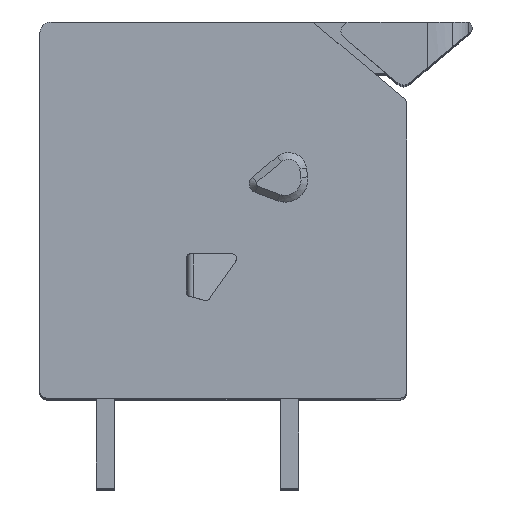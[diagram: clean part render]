
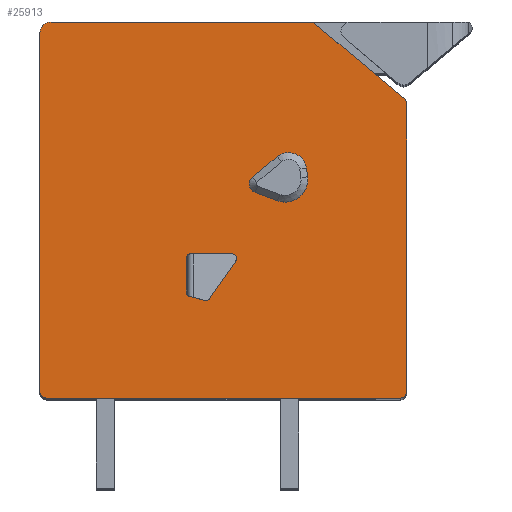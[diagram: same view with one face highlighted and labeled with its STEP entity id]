
A CAD part, top view. The second image highlights one B-rep face of the part: STEP entity #25913.
In plain terms, the highlighted planar face has unit normal (0, 0, 1).
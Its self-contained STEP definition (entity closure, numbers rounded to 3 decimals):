
#333=CIRCLE('',#27222,0.2);
#334=CIRCLE('',#27226,0.2);
#336=CIRCLE('',#27230,0.3);
#337=CIRCLE('',#27231,0.3);
#338=CIRCLE('',#27232,0.3);
#339=CIRCLE('',#27233,0.5);
#340=CIRCLE('',#27234,0.3);
#341=CIRCLE('',#27235,0.2);
#342=CIRCLE('',#27236,0.2);
#343=CIRCLE('',#27237,0.4);
#344=CIRCLE('',#27238,0.8);
#345=CIRCLE('',#27239,1.);
#1575=LINE('',#35566,#3511);
#1788=LINE('',#36245,#3724);
#1792=LINE('',#36257,#3728);
#1796=LINE('',#36269,#3732);
#1798=LINE('',#36275,#3734);
#1799=LINE('',#36281,#3735);
#1800=LINE('',#36285,#3736);
#1801=LINE('',#36289,#3737);
#1802=LINE('',#36292,#3738);
#1803=LINE('',#36300,#3739);
#1804=LINE('',#36304,#3740);
#1805=LINE('',#36308,#3741);
#3511=VECTOR('',#29518,1000.);
#3724=VECTOR('',#29845,1000.);
#3728=VECTOR('',#29857,1000.);
#3732=VECTOR('',#29869,1000.);
#3734=VECTOR('',#29875,1000.);
#3735=VECTOR('',#29880,1000.);
#3736=VECTOR('',#29883,1000.);
#3737=VECTOR('',#29886,1000.);
#3738=VECTOR('',#29889,1000.);
#3739=VECTOR('',#29896,1000.);
#3740=VECTOR('',#29899,1000.);
#3741=VECTOR('',#29902,1000.);
#6060=ORIENTED_EDGE('',*,*,#11730,.T.);
#6061=ORIENTED_EDGE('',*,*,#11731,.T.);
#6062=ORIENTED_EDGE('',*,*,#11426,.T.);
#6063=ORIENTED_EDGE('',*,*,#11732,.T.);
#6064=ORIENTED_EDGE('',*,*,#11733,.T.);
#6065=ORIENTED_EDGE('',*,*,#11734,.T.);
#6066=ORIENTED_EDGE('',*,*,#11735,.T.);
#6067=ORIENTED_EDGE('',*,*,#11736,.T.);
#6068=ORIENTED_EDGE('',*,*,#11737,.T.);
#6069=ORIENTED_EDGE('',*,*,#11738,.T.);
#6070=ORIENTED_EDGE('',*,*,#11739,.F.);
#6071=ORIENTED_EDGE('',*,*,#11740,.F.);
#6072=ORIENTED_EDGE('',*,*,#11727,.F.);
#6073=ORIENTED_EDGE('',*,*,#11724,.F.);
#6074=ORIENTED_EDGE('',*,*,#11721,.F.);
#6075=ORIENTED_EDGE('',*,*,#11718,.F.);
#6076=ORIENTED_EDGE('',*,*,#11715,.F.);
#6077=ORIENTED_EDGE('',*,*,#11741,.F.);
#6078=ORIENTED_EDGE('',*,*,#11742,.F.);
#6079=ORIENTED_EDGE('',*,*,#11743,.F.);
#6080=ORIENTED_EDGE('',*,*,#11744,.F.);
#6081=ORIENTED_EDGE('',*,*,#11745,.F.);
#6082=ORIENTED_EDGE('',*,*,#11746,.F.);
#6083=ORIENTED_EDGE('',*,*,#11747,.F.);
#11426=EDGE_CURVE('',#14230,#14233,#1575,.T.);
#11715=EDGE_CURVE('',#14522,#14523,#1788,.T.);
#11718=EDGE_CURVE('',#14523,#14525,#333,.T.);
#11721=EDGE_CURVE('',#14525,#14527,#1792,.T.);
#11724=EDGE_CURVE('',#14527,#14529,#334,.T.);
#11727=EDGE_CURVE('',#14529,#14531,#1796,.T.);
#11730=EDGE_CURVE('',#14533,#14534,#1798,.T.);
#11731=EDGE_CURVE('',#14534,#14230,#336,.T.);
#11732=EDGE_CURVE('',#14233,#14535,#337,.T.);
#11733=EDGE_CURVE('',#14535,#14536,#1799,.T.);
#11734=EDGE_CURVE('',#14536,#14537,#338,.T.);
#11735=EDGE_CURVE('',#14537,#14538,#1800,.T.);
#11736=EDGE_CURVE('',#14538,#14539,#339,.T.);
#11737=EDGE_CURVE('',#14539,#14540,#1801,.T.);
#11738=EDGE_CURVE('',#14540,#14533,#340,.T.);
#11739=EDGE_CURVE('',#14541,#14542,#1802,.T.);
#11740=EDGE_CURVE('',#14531,#14541,#341,.T.);
#11741=EDGE_CURVE('',#14542,#14522,#342,.T.);
#11742=EDGE_CURVE('',#14543,#14544,#343,.T.);
#11743=EDGE_CURVE('',#14545,#14543,#1803,.T.);
#11744=EDGE_CURVE('',#14546,#14545,#344,.T.);
#11745=EDGE_CURVE('',#14547,#14546,#1804,.T.);
#11746=EDGE_CURVE('',#14548,#14547,#345,.T.);
#11747=EDGE_CURVE('',#14544,#14548,#1805,.T.);
#14230=VERTEX_POINT('',#35560);
#14233=VERTEX_POINT('',#35565);
#14522=VERTEX_POINT('',#36244);
#14523=VERTEX_POINT('',#36246);
#14525=VERTEX_POINT('',#36252);
#14527=VERTEX_POINT('',#36258);
#14529=VERTEX_POINT('',#36264);
#14531=VERTEX_POINT('',#36270);
#14533=VERTEX_POINT('',#36276);
#14534=VERTEX_POINT('',#36277);
#14535=VERTEX_POINT('',#36280);
#14536=VERTEX_POINT('',#36282);
#14537=VERTEX_POINT('',#36284);
#14538=VERTEX_POINT('',#36286);
#14539=VERTEX_POINT('',#36288);
#14540=VERTEX_POINT('',#36290);
#14541=VERTEX_POINT('',#36293);
#14542=VERTEX_POINT('',#36294);
#14543=VERTEX_POINT('',#36298);
#14544=VERTEX_POINT('',#36299);
#14545=VERTEX_POINT('',#36301);
#14546=VERTEX_POINT('',#36303);
#14547=VERTEX_POINT('',#36305);
#14548=VERTEX_POINT('',#36307);
#15772=EDGE_LOOP('',(#6060,#6061,#6062,#6063,#6064,#6065,#6066,#6067,#6068,
#6069));
#15773=EDGE_LOOP('',(#6070,#6071,#6072,#6073,#6074,#6075,#6076,#6077));
#15774=EDGE_LOOP('',(#6078,#6079,#6080,#6081,#6082,#6083));
#16859=FACE_BOUND('',#15772,.T.);
#16860=FACE_BOUND('',#15773,.T.);
#16861=FACE_BOUND('',#15774,.T.);
#17904=PLANE('',#27229);
#25913=ADVANCED_FACE('',(#16859,#16860,#16861),#17904,.T.);
#27222=AXIS2_PLACEMENT_3D('',#36251,#29851,#29852);
#27226=AXIS2_PLACEMENT_3D('',#36263,#29863,#29864);
#27229=AXIS2_PLACEMENT_3D('',#36274,#29873,#29874);
#27230=AXIS2_PLACEMENT_3D('',#36278,#29876,#29877);
#27231=AXIS2_PLACEMENT_3D('',#36279,#29878,#29879);
#27232=AXIS2_PLACEMENT_3D('',#36283,#29881,#29882);
#27233=AXIS2_PLACEMENT_3D('',#36287,#29884,#29885);
#27234=AXIS2_PLACEMENT_3D('',#36291,#29887,#29888);
#27235=AXIS2_PLACEMENT_3D('',#36295,#29890,#29891);
#27236=AXIS2_PLACEMENT_3D('',#36296,#29892,#29893);
#27237=AXIS2_PLACEMENT_3D('',#36297,#29894,#29895);
#27238=AXIS2_PLACEMENT_3D('',#36302,#29897,#29898);
#27239=AXIS2_PLACEMENT_3D('',#36306,#29900,#29901);
#29518=DIRECTION('',(0.,1.,0.));
#29845=DIRECTION('',(0.966,-0.259,0.));
#29851=DIRECTION('',(0.,0.,1.));
#29852=DIRECTION('',(1.,0.,0.));
#29857=DIRECTION('',(0.574,0.819,0.));
#29863=DIRECTION('',(0.,0.,1.));
#29864=DIRECTION('',(1.,0.,0.));
#29869=DIRECTION('',(-1.,0.,0.));
#29873=DIRECTION('',(0.,0.,1.));
#29874=DIRECTION('',(1.,0.,0.));
#29875=DIRECTION('',(1.,0.,0.));
#29876=DIRECTION('',(0.,0.,1.));
#29877=DIRECTION('',(1.,0.,0.));
#29878=DIRECTION('',(0.,0.,1.));
#29879=DIRECTION('',(1.,0.,0.));
#29880=DIRECTION('',(-0.766,0.643,0.));
#29881=DIRECTION('',(0.,0.,1.));
#29882=DIRECTION('',(1.,0.,0.));
#29883=DIRECTION('',(-1.,0.,0.));
#29884=DIRECTION('',(0.,0.,1.));
#29885=DIRECTION('',(1.,0.,0.));
#29886=DIRECTION('',(0.,-1.,0.));
#29887=DIRECTION('',(0.,0.,1.));
#29888=DIRECTION('',(1.,0.,0.));
#29889=DIRECTION('',(0.,-1.,0.));
#29890=DIRECTION('',(0.,0.,1.));
#29891=DIRECTION('',(1.,0.,0.));
#29892=DIRECTION('',(0.,0.,1.));
#29893=DIRECTION('',(1.,0.,0.));
#29894=DIRECTION('',(0.,0.,1.));
#29895=DIRECTION('',(1.,0.,0.));
#29896=DIRECTION('',(-0.77,-0.638,0.));
#29897=DIRECTION('',(0.,0.,1.));
#29898=DIRECTION('',(1.,0.,0.));
#29899=DIRECTION('',(-0.128,0.992,0.));
#29900=DIRECTION('',(0.,0.,1.));
#29901=DIRECTION('',(1.,0.,0.));
#29902=DIRECTION('',(0.939,-0.343,0.));
#35560=CARTESIAN_POINT('',(5.2,0.3,50.));
#35565=CARTESIAN_POINT('',(5.2,13.06,50.));
#35566=CARTESIAN_POINT('',(5.2,0.3,50.));
#36244=CARTESIAN_POINT('',(-4.452,4.515,50.));
#36245=CARTESIAN_POINT('',(-4.452,4.515,50.));
#36246=CARTESIAN_POINT('',(-3.785,4.336,50.));
#36251=CARTESIAN_POINT('',(-3.734,4.529,50.));
#36252=CARTESIAN_POINT('',(-3.57,4.415,50.));
#36257=CARTESIAN_POINT('',(-3.57,4.415,50.));
#36258=CARTESIAN_POINT('',(-2.4,6.085,50.));
#36263=CARTESIAN_POINT('',(-2.564,6.2,50.));
#36264=CARTESIAN_POINT('',(-2.564,6.4,50.));
#36269=CARTESIAN_POINT('',(-2.564,6.4,50.));
#36270=CARTESIAN_POINT('',(-4.4,6.4,50.));
#36274=CARTESIAN_POINT('',(-10.6,16.2,50.));
#36275=CARTESIAN_POINT('',(-10.8,0.,50.));
#36276=CARTESIAN_POINT('',(-10.8,0.,50.));
#36277=CARTESIAN_POINT('',(4.9,0.,50.));
#36278=CARTESIAN_POINT('',(4.9,0.3,50.));
#36279=CARTESIAN_POINT('',(4.9,13.06,50.));
#36280=CARTESIAN_POINT('',(5.093,13.29,50.));
#36281=CARTESIAN_POINT('',(5.093,13.29,50.));
#36282=CARTESIAN_POINT('',(1.113,16.63,50.));
#36283=CARTESIAN_POINT('',(0.92,16.4,50.));
#36284=CARTESIAN_POINT('',(0.92,16.7,50.));
#36285=CARTESIAN_POINT('',(0.92,16.7,50.));
#36286=CARTESIAN_POINT('',(-10.6,16.7,50.));
#36287=CARTESIAN_POINT('',(-10.6,16.2,50.));
#36288=CARTESIAN_POINT('',(-11.1,16.2,50.));
#36289=CARTESIAN_POINT('',(-11.1,16.2,50.));
#36290=CARTESIAN_POINT('',(-11.1,0.3,50.));
#36291=CARTESIAN_POINT('',(-10.8,0.3,50.));
#36292=CARTESIAN_POINT('',(-4.6,6.2,50.));
#36293=CARTESIAN_POINT('',(-4.6,6.2,50.));
#36294=CARTESIAN_POINT('',(-4.6,4.708,50.));
#36295=CARTESIAN_POINT('',(-4.4,6.2,50.));
#36296=CARTESIAN_POINT('',(-4.4,4.708,50.));
#36297=CARTESIAN_POINT('',(-1.4,9.5,50.));
#36298=CARTESIAN_POINT('',(-1.655,9.808,50.));
#36299=CARTESIAN_POINT('',(-1.537,9.124,50.));
#36300=CARTESIAN_POINT('',(-0.561,10.716,50.));
#36301=CARTESIAN_POINT('',(-0.561,10.716,50.));
#36302=CARTESIAN_POINT('',(-0.05,10.1,50.));
#36303=CARTESIAN_POINT('',(0.743,10.202,50.));
#36304=CARTESIAN_POINT('',(0.792,9.828,50.));
#36305=CARTESIAN_POINT('',(0.792,9.828,50.));
#36306=CARTESIAN_POINT('',(-0.2,9.7,50.));
#36307=CARTESIAN_POINT('',(-0.543,8.761,50.));
#36308=CARTESIAN_POINT('',(-1.537,9.124,50.));
